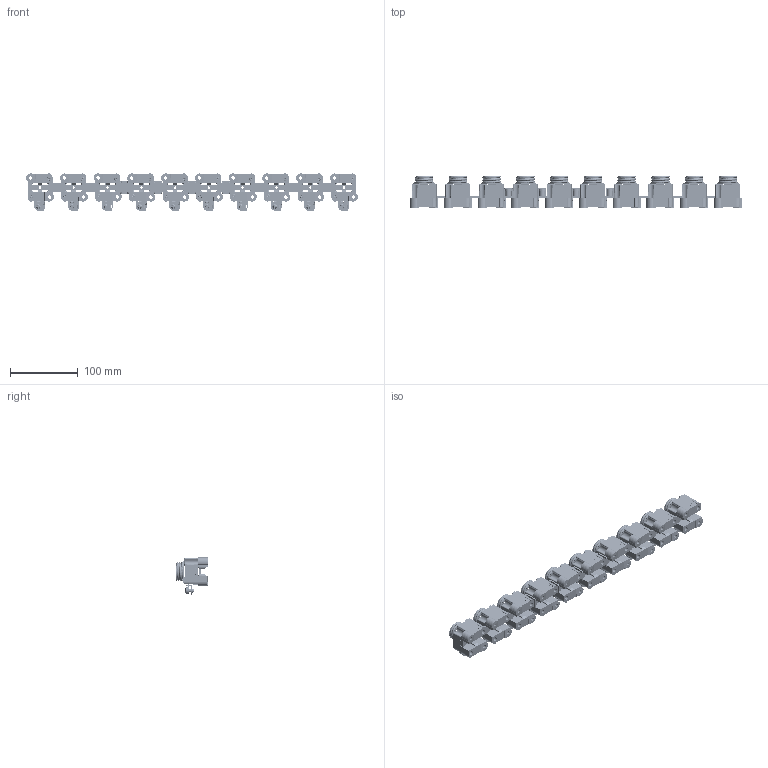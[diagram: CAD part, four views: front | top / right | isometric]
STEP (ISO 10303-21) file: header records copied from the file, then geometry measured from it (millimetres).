
FILE_DESCRIPTION((''),'2;1');
FILE_NAME('002322108_SET_EZR_25_10P_ASM','2021-10-22T',('marketing.praksa'),('Audax d.o.o.'),'CREO PARAMETRIC BY PTC INC, 2017480','CREO PARAMETRIC BY PTC INC, 2017480','');
FILE_SCHEMA(('AUTOMOTIVE_DESIGN { 1 0 10303 214 1 1 1 1 }'));
Length unit declared in the file: millimetre
Products named in the file (12): 0000006469_1; 0000006480_1_1_2_3_4_5_6_7_8; 0000006478_1_1_2_3_4_5_6_7_8; 0000006479_1_1_2_3_4_5_6_7_8; 0000011681_1_1_2_3_4_5_6_7_8; 0000020482_1_1_2_3_4_5_6_7_8; 0000059958_1_1_2_3_4_5_6_7_8; PRT9571; 0000006481_ASM_1_1_2_3_4_5_6__8_ASM; 0000006485_1_1_2_3_4_5_6_7_8; 0000012227_1_1_2_3_4_5_6_7_8; 002322108_SET_EZR_25_10P_ASM
Assembly tree (28 placements, depth 3):
  002322108_SET_EZR_25_10P_ASM
    0000006469_1
    0000006481_ASM_1_1_2_3_4_5_6__8_ASM  x10
      0000006480_1_1_2_3_4_5_6_7_8
      0000006478_1_1_2_3_4_5_6_7_8
      0000006479_1_1_2_3_4_5_6_7_8
      0000011681_1_1_2_3_4_5_6_7_8
      0000020482_1_1_2_3_4_5_6_7_8
      0000059958_1_1_2_3_4_5_6_7_8
      PRT9571
    0000006485_1_1_2_3_4_5_6_7_8  x4
    0000012227_1_1_2_3_4_5_6_7_8  x4
Bounding box: 491.76 x 47.4 x 55.3 mm (x, y, z)
Volume: 306084.6 mm3; surface area: 202508 mm2
Topology: 119 solids, 177 shells, 7378 faces, 20934 edges, 13860 vertices
Faces by surface type: plane 4162, cylinder 2244, cone 462, torus 330, bspline 160, sphere 20
Entity records: 59021 total; most frequent: CARTESIAN_POINT 13344, ORIENTED_EDGE 5776, DIRECTION 5413, PRESENTATION_STYLE_ASSIGNMENT 3944, STYLED_ITEM 3944, EDGE_CURVE 2921, CURVE_STYLE 2891, VECTOR 1957
